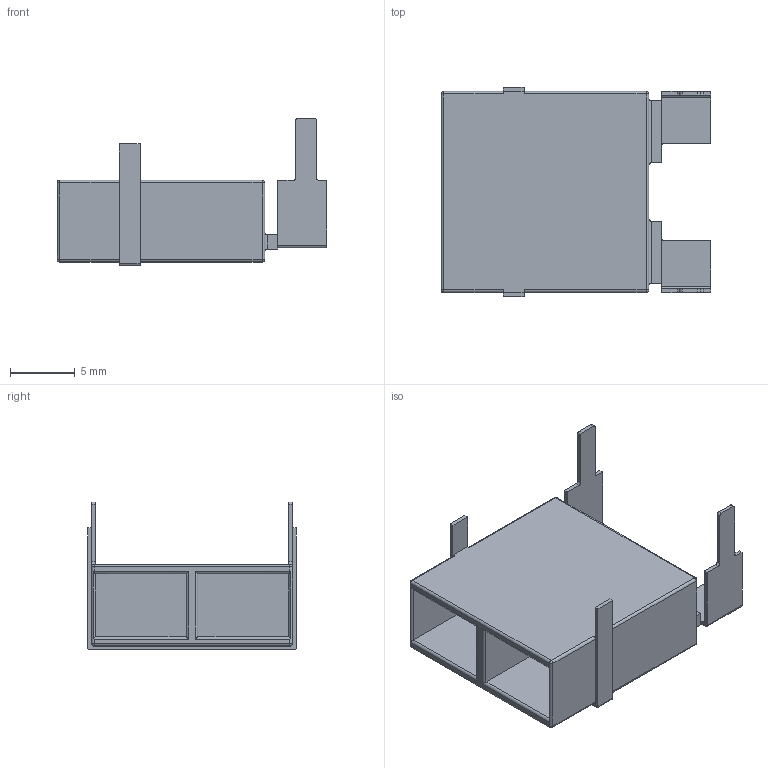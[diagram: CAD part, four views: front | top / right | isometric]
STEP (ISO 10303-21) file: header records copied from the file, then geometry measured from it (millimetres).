
FILE_DESCRIPTION (( 'STEP AP214' ), '1' );
FILE_NAME ('PRT-13612.stp', '2020-10-01T04:00:37', ( '' ), ( '' ), 'SwSTEP 2.0', 'SolidWorks 2019', '' );
FILE_SCHEMA (( 'AUTOMOTIVE_DESIGN' ));
Length unit declared in the file: centimetre
Products named in the file (1): PRT-13612
Bounding box: 20.8 x 16.1 x 11.4 mm (x, y, z)
Volume: 935.3 mm3; surface area: 1594.2 mm2
Topology: 1 solids, 1 shells, 118 faces, 306 edges, 184 vertices
Faces by surface type: plane 62, cylinder 48, sphere 8
Entity records: 4806 total; most frequent: CARTESIAN_POINT 661, ORIENTED_EDGE 596, DIRECTION 580, EDGE_CURVE 298, LINE 214, VECTOR 214, VERTEX_POINT 184, AXIS2_PLACEMENT_3D 183
